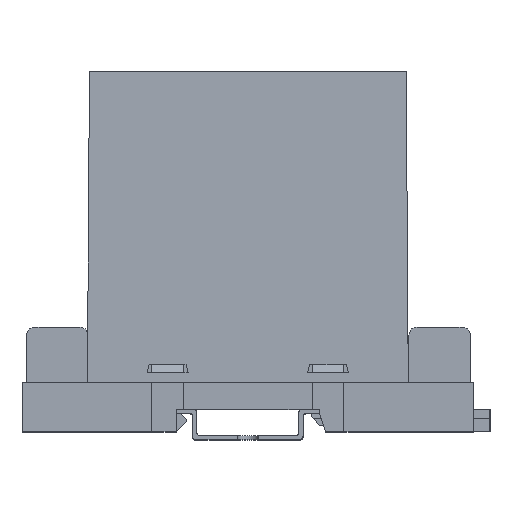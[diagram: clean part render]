
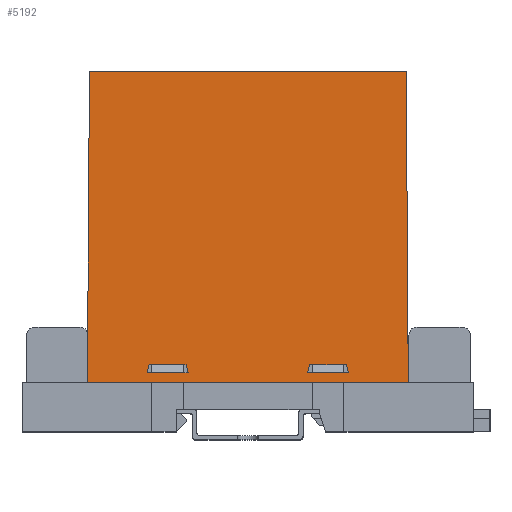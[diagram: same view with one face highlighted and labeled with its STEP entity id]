
A CAD part, top view. The second image highlights one B-rep face of the part: STEP entity #5192.
In plain terms, the highlighted planar face has unit normal (0, 0.007, 1).
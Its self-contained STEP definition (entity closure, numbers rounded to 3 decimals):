
#742 = ORIENTED_EDGE ( 'NONE', *, *, #10229, .T. ) ;
#982 = CARTESIAN_POINT ( 'NONE',  ( -24.875, 4.3, 29.972 ) ) ;
#1016 = VERTEX_POINT ( 'NONE', #13048 ) ;
#1171 = VECTOR ( 'NONE', #8809, 1000. ) ;
#1406 = CARTESIAN_POINT ( 'NONE',  ( -34.165, 77.459, 29.49 ) ) ;
#1736 = CARTESIAN_POINT ( 'NONE',  ( -40., 4.3, 29.972 ) ) ;
#1780 = ORIENTED_EDGE ( 'NONE', *, *, #2097, .T. ) ;
#1939 = LINE ( 'NONE', #21643, #22950 ) ;
#1967 = CARTESIAN_POINT ( 'NONE',  ( 38.5, 0., 30. ) ) ;
#2063 = EDGE_CURVE ( 'NONE', #19536, #22016, #2655, .T. ) ;
#2097 = EDGE_CURVE ( 'NONE', #11535, #1016, #8416, .T. ) ;
#2655 = LINE ( 'NONE', #12571, #6365 ) ;
#2727 = ORIENTED_EDGE ( 'NONE', *, *, #7858, .T. ) ;
#2875 = FACE_BOUND ( 'NONE', #21344, .T. ) ;
#4091 = PLANE ( 'NONE',  #27336 ) ;
#4340 = DIRECTION ( 'NONE',  ( -0.007, 1., -0.007 ) ) ;
#4460 = CARTESIAN_POINT ( 'NONE',  ( 14.375, 4.3, 29.972 ) ) ;
#4942 = DIRECTION ( 'NONE',  ( -1., 0., 0. ) ) ;
#4945 = LINE ( 'NONE', #17116, #11374 ) ;
#4999 = CARTESIAN_POINT ( 'NONE',  ( -39.5, 75.997, 29.5 ) ) ;
#5118 = CARTESIAN_POINT ( 'NONE',  ( -40., 2.3, 29.985 ) ) ;
#5192 = ADVANCED_FACE ( 'NONE', ( #2875, #9333, #12715 ), #4091, .F. ) ;
#5287 = DIRECTION ( 'NONE',  ( 0.243, -0.97, 0.006 ) ) ;
#5881 = DIRECTION ( 'NONE',  ( 1., 0., 0. ) ) ;
#6026 = ORIENTED_EDGE ( 'NONE', *, *, #2063, .T. ) ;
#6143 = CARTESIAN_POINT ( 'NONE',  ( -40., 4.3, 29.972 ) ) ;
#6365 = VECTOR ( 'NONE', #12673, 1000. ) ;
#6919 = CARTESIAN_POINT ( 'NONE',  ( -40., 0., 30. ) ) ;
#6982 = DIRECTION ( 'NONE',  ( -0.007, -1., 0.007 ) ) ;
#7453 = VECTOR ( 'NONE', #16435, 1000. ) ;
#7858 = EDGE_CURVE ( 'NONE', #19417, #20186, #9172, .T. ) ;
#7971 = DIRECTION ( 'NONE',  ( 0.243, 0.97, -0.006 ) ) ;
#8014 = LINE ( 'NONE', #12090, #19194 ) ;
#8416 = LINE ( 'NONE', #6143, #18591 ) ;
#8507 = ORIENTED_EDGE ( 'NONE', *, *, #20961, .T. ) ;
#8743 = VERTEX_POINT ( 'NONE', #18143 ) ;
#8809 = DIRECTION ( 'NONE',  ( 1., 0., 0. ) ) ;
#9172 = LINE ( 'NONE', #18760, #23394 ) ;
#9333 = FACE_BOUND ( 'NONE', #13880, .T. ) ;
#9954 = EDGE_CURVE ( 'NONE', #8743, #22611, #1939, .T. ) ;
#10006 = CARTESIAN_POINT ( 'NONE',  ( 28.047, 58.989, 29.612 ) ) ;
#10229 = EDGE_CURVE ( 'NONE', #1016, #19536, #8014, .T. ) ;
#10529 = VECTOR ( 'NONE', #4942, 1000. ) ;
#10897 = DIRECTION ( 'NONE',  ( 1., 0., 0. ) ) ;
#10963 = VECTOR ( 'NONE', #6982, 1000. ) ;
#11142 = DIRECTION ( 'NONE',  ( 1., 0., 0. ) ) ;
#11374 = VECTOR ( 'NONE', #4340, 1000. ) ;
#11441 = EDGE_CURVE ( 'NONE', #20186, #26290, #22795, .T. ) ;
#11535 = VERTEX_POINT ( 'NONE', #4460 ) ;
#12090 = CARTESIAN_POINT ( 'NONE',  ( 2.777, 86.694, 29.43 ) ) ;
#12327 = CARTESIAN_POINT ( 'NONE',  ( 38., 76., 29.5 ) ) ;
#12527 = CARTESIAN_POINT ( 'NONE',  ( -15.875, 4.3, 29.972 ) ) ;
#12571 = CARTESIAN_POINT ( 'NONE',  ( -40., 2.3, 29.985 ) ) ;
#12602 = EDGE_CURVE ( 'NONE', #17460, #19417, #27818, .T. ) ;
#12673 = DIRECTION ( 'NONE',  ( -1., 0., 0. ) ) ;
#12715 = FACE_OUTER_BOUND ( 'NONE', #22102, .T. ) ;
#12985 = LINE ( 'NONE', #6919, #1171 ) ;
#13048 = CARTESIAN_POINT ( 'NONE',  ( 23.375, 4.3, 29.972 ) ) ;
#13348 = EDGE_CURVE ( 'NONE', #22016, #11535, #21000, .T. ) ;
#13838 = VECTOR ( 'NONE', #25247, 1000. ) ;
#13880 = EDGE_LOOP ( 'NONE', ( #6026, #23118, #1780, #742 ) ) ;
#14308 = VECTOR ( 'NONE', #10897, 1000. ) ;
#14521 = LINE ( 'NONE', #1406, #13838 ) ;
#14784 = DIRECTION ( 'NONE',  ( 0., 1., -0.007 ) ) ;
#16157 = EDGE_CURVE ( 'NONE', #21788, #22611, #4945, .T. ) ;
#16435 = DIRECTION ( 'NONE',  ( 0.243, 0.97, -0.006 ) ) ;
#17116 = CARTESIAN_POINT ( 'NONE',  ( 37.997, 76.513, 29.497 ) ) ;
#17460 = VERTEX_POINT ( 'NONE', #17706 ) ;
#17468 = EDGE_CURVE ( 'NONE', #20926, #21788, #12985, .T. ) ;
#17706 = CARTESIAN_POINT ( 'NONE',  ( -15.375, 2.3, 29.985 ) ) ;
#18082 = LINE ( 'NONE', #4999, #10963 ) ;
#18143 = CARTESIAN_POINT ( 'NONE',  ( -39.5, 76., 29.5 ) ) ;
#18436 = CARTESIAN_POINT ( 'NONE',  ( 13.875, 2.3, 29.985 ) ) ;
#18591 = VECTOR ( 'NONE', #5881, 1000. ) ;
#18760 = CARTESIAN_POINT ( 'NONE',  ( -8.894, 68.224, 29.551 ) ) ;
#19194 = VECTOR ( 'NONE', #5287, 1000. ) ;
#19417 = VERTEX_POINT ( 'NONE', #24724 ) ;
#19536 = VERTEX_POINT ( 'NONE', #27579 ) ;
#20186 = VERTEX_POINT ( 'NONE', #982 ) ;
#20409 = ORIENTED_EDGE ( 'NONE', *, *, #17468, .T. ) ;
#20926 = VERTEX_POINT ( 'NONE', #22905 ) ;
#20961 = EDGE_CURVE ( 'NONE', #26290, #17460, #14521, .T. ) ;
#21000 = LINE ( 'NONE', #10006, #7453 ) ;
#21150 = CARTESIAN_POINT ( 'NONE',  ( -40., 76., 29.5 ) ) ;
#21344 = EDGE_LOOP ( 'NONE', ( #23222, #2727, #24806, #8507 ) ) ;
#21643 = CARTESIAN_POINT ( 'NONE',  ( -40., 76., 29.5 ) ) ;
#21788 = VERTEX_POINT ( 'NONE', #1967 ) ;
#22016 = VERTEX_POINT ( 'NONE', #18436 ) ;
#22102 = EDGE_LOOP ( 'NONE', ( #20409, #26654, #24930, #27168 ) ) ;
#22611 = VERTEX_POINT ( 'NONE', #12327 ) ;
#22795 = LINE ( 'NONE', #1736, #14308 ) ;
#22905 = CARTESIAN_POINT ( 'NONE',  ( -40., 0., 30. ) ) ;
#22950 = VECTOR ( 'NONE', #11142, 1000. ) ;
#23118 = ORIENTED_EDGE ( 'NONE', *, *, #13348, .T. ) ;
#23222 = ORIENTED_EDGE ( 'NONE', *, *, #12602, .T. ) ;
#23394 = VECTOR ( 'NONE', #7971, 1000. ) ;
#24724 = CARTESIAN_POINT ( 'NONE',  ( -25.375, 2.3, 29.985 ) ) ;
#24806 = ORIENTED_EDGE ( 'NONE', *, *, #11441, .T. ) ;
#24900 = EDGE_CURVE ( 'NONE', #8743, #20926, #18082, .T. ) ;
#24930 = ORIENTED_EDGE ( 'NONE', *, *, #9954, .F. ) ;
#25247 = DIRECTION ( 'NONE',  ( 0.243, -0.97, 0.006 ) ) ;
#26290 = VERTEX_POINT ( 'NONE', #12527 ) ;
#26654 = ORIENTED_EDGE ( 'NONE', *, *, #16157, .T. ) ;
#27168 = ORIENTED_EDGE ( 'NONE', *, *, #24900, .T. ) ;
#27336 = AXIS2_PLACEMENT_3D ( 'NONE', #21150, #27772, #14784 ) ;
#27579 = CARTESIAN_POINT ( 'NONE',  ( 23.875, 2.3, 29.985 ) ) ;
#27772 = DIRECTION ( 'NONE',  ( 0., -0.007, -1. ) ) ;
#27818 = LINE ( 'NONE', #5118, #10529 ) ;
